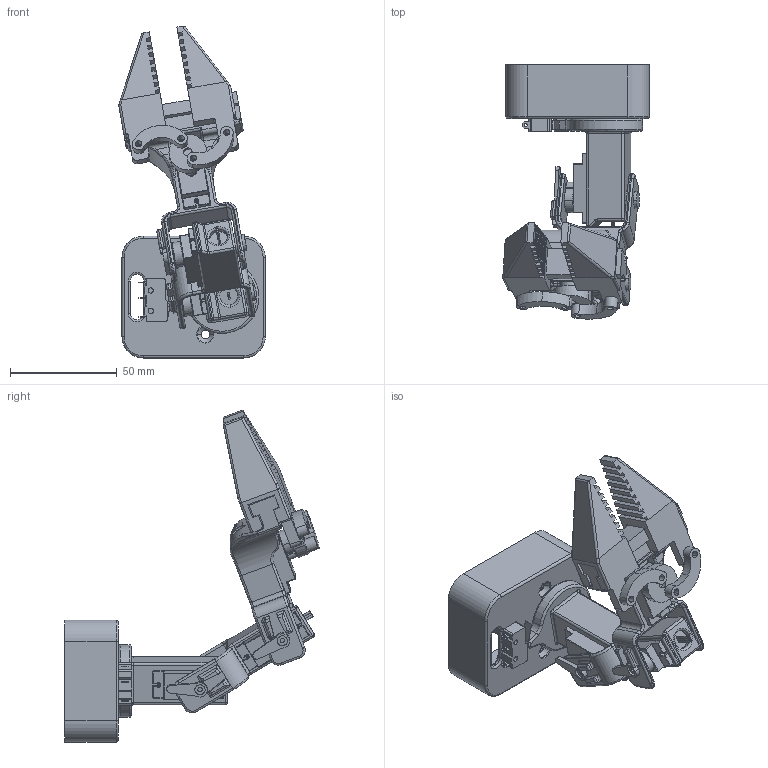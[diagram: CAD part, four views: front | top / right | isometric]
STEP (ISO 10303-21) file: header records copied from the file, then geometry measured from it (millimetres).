
FILE_DESCRIPTION (( 'STEP AP214' ), '1' );
FILE_NAME ('RoboHand_part1.STEP', '2016-09-18T17:06:54', ( '' ), ( '' ), ':)', ':)', '' );
FILE_SCHEMA (( 'AUTOMOTIVE_DESIGN' ));
Length unit declared in the file: millimetre
Products named in the file (14): arm5; arm4; KW11-3Z-2; arm3; 28BYJ-48; arm2; TowerPro_MicroServo_and_plug1; TowerPro_MicroServo_plug1; TowerPro_MicroServo; arm1; RoboHand_part1; arm8; arm7; arm6
Assembly tree (16 placements, depth 3):
  RoboHand_part1
    arm1
    TowerPro_MicroServo_and_plug1  x2
      TowerPro_MicroServo
      TowerPro_MicroServo_plug1
    arm2
    28BYJ-48
    arm3
    KW11-3Z-2
    arm4
    TowerPro_MicroServo
    arm5
    arm6
    arm7
    arm8  x2
Bounding box: 68.51 x 118.9 x 155.25 mm (x, y, z)
Volume: 132099.9 mm3; surface area: 70586 mm2
Topology: 17 solids, 17 shells, 1318 faces, 3190 edges, 1866 vertices
Faces by surface type: cylinder 590, plane 419, torus 181, sphere 90, bspline 34, cone 4
Entity records: 30725 total; most frequent: CARTESIAN_POINT 6537, DIRECTION 5128, ORIENTED_EDGE 4738, EDGE_CURVE 2369, AXIS2_PLACEMENT_3D 1923, VERTEX_POINT 1448, VECTOR 1282, LINE 1282
